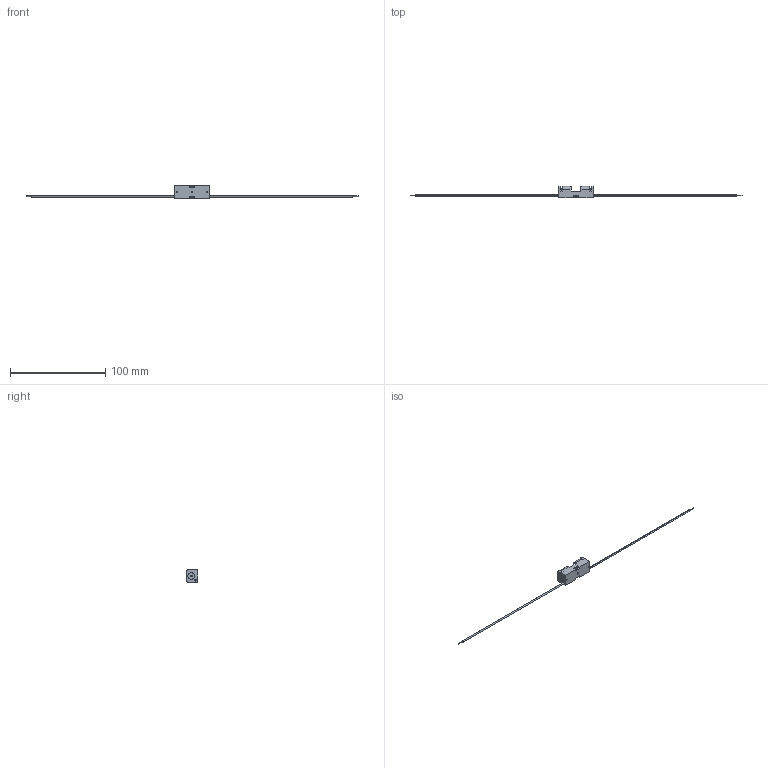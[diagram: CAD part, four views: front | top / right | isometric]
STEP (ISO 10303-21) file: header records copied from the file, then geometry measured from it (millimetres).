
FILE_DESCRIPTION (( 'STEP AP214' ), '1' );
FILE_NAME ('BH23AW.STEP', '2019-11-25T23:34:06', ( '' ), ( '' ), 'SwSTEP 2.0', 'SolidWorks 2017', '' );
FILE_SCHEMA (( 'AUTOMOTIVE_DESIGN' ));
Length unit declared in the file: millimetre
Products named in the file (1): BH23AW
Bounding box: 347.8 x 12.5 x 13.1 mm (x, y, z)
Volume: 2451.8 mm3; surface area: 4536.1 mm2
Topology: 7 solids, 7 shells, 131 faces, 349 edges, 225 vertices
Faces by surface type: plane 57, cylinder 53, torus 17, bspline 4
Entity records: 5106 total; most frequent: CARTESIAN_POINT 1708, DIRECTION 690, ORIENTED_EDGE 690, EDGE_CURVE 345, AXIS2_PLACEMENT_3D 253, VERTEX_POINT 225, VECTOR 184, LINE 184
